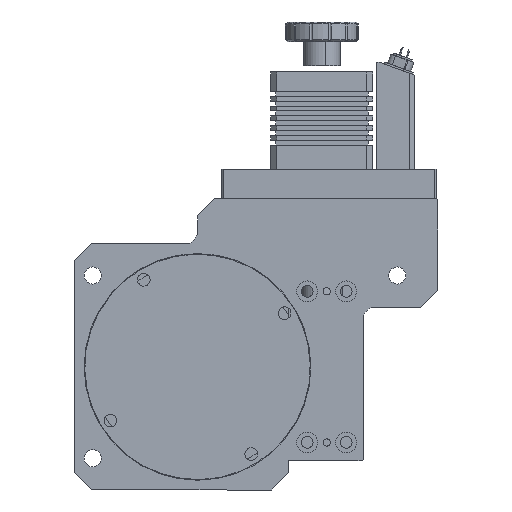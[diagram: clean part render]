
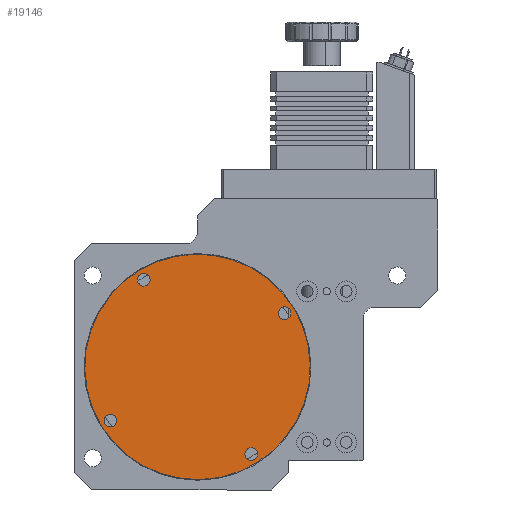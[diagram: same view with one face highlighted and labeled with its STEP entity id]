
A CAD part, front view. The second image highlights one B-rep face of the part: STEP entity #19146.
In plain terms, the highlighted planar face has unit normal (0, -1, 0).
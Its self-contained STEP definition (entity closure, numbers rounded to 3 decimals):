
#3685 = EDGE_LOOP ( 'NONE', ( #11018, #16215 ) ) ;
#5463 = AXIS2_PLACEMENT_3D ( 'NONE', #19611, #19600, #19612 ) ;
#5787 = CIRCLE ( 'NONE', #9073, 46.25 ) ;
#5818 = ORIENTED_EDGE ( 'NONE', *, *, #8082, .F. ) ;
#6128 = FACE_BOUND ( 'NONE', #23317, .T. ) ;
#6129 = FACE_BOUND ( 'NONE', #10813, .T. ) ;
#6130 = FACE_BOUND ( 'NONE', #11203, .T. ) ;
#6131 = FACE_OUTER_BOUND ( 'NONE', #23292, .T. ) ;
#6133 = FACE_BOUND ( 'NONE', #3685, .T. ) ;
#7651 = EDGE_CURVE ( 'NONE', #24627, #24746, #5787, .T. ) ;
#7798 = EDGE_CURVE ( 'NONE', #24852, #24672, #19554, .T. ) ;
#7863 = EDGE_CURVE ( 'NONE', #24746, #24627, #21714, .T. ) ;
#7892 = EDGE_CURVE ( 'NONE', #24672, #24852, #21606, .T. ) ;
#7905 = EDGE_CURVE ( 'NONE', #24773, #24668, #21591, .T. ) ;
#7927 = EDGE_CURVE ( 'NONE', #24775, #24748, #22648, .T. ) ;
#8080 = EDGE_CURVE ( 'NONE', #24862, #24871, #22584, .T. ) ;
#8082 = EDGE_CURVE ( 'NONE', #24668, #24773, #21786, .T. ) ;
#8084 = EDGE_CURVE ( 'NONE', #24748, #24775, #22585, .T. ) ;
#8090 = EDGE_CURVE ( 'NONE', #24871, #24862, #22582, .T. ) ;
#9073 = AXIS2_PLACEMENT_3D ( 'NONE', #14785, #14783, #14782 ) ;
#9136 = AXIS2_PLACEMENT_3D ( 'NONE', #16720, #16037, #16036 ) ;
#9160 = AXIS2_PLACEMENT_3D ( 'NONE', #20949, #20721, #20742 ) ;
#9170 = AXIS2_PLACEMENT_3D ( 'NONE', #20850, #20858, #20855 ) ;
#9179 = AXIS2_PLACEMENT_3D ( 'NONE', #21183, #20713, #21214 ) ;
#9190 = AXIS2_PLACEMENT_3D ( 'NONE', #20758, #20770, #20768 ) ;
#9384 = CARTESIAN_POINT ( 'NONE',  ( -44.04, 0.5, 35.365 ) ) ;
#9425 = CARTESIAN_POINT ( 'NONE',  ( 14.62, 0.5, 20.257 ) ) ;
#9429 = CARTESIAN_POINT ( 'NONE',  ( 3.645, 0.5, -41.964 ) ) ;
#9503 = CARTESIAN_POINT ( 'NONE',  ( 4.512, 0.5, -43.368 ) ) ;
#9505 = CARTESIAN_POINT ( 'NONE',  ( -56.878, 0.5, -23.834 ) ) ;
#9530 = CARTESIAN_POINT ( 'NONE',  ( 17.35, 0.5, 15.831 ) ) ;
#9532 = CARTESIAN_POINT ( 'NONE',  ( -54.149, 0.5, -28.26 ) ) ;
#9607 = CARTESIAN_POINT ( 'NONE',  ( 0.916, 0.5, -37.538 ) ) ;
#9615 = CARTESIAN_POINT ( 'NONE',  ( -43.174, 0.5, 33.961 ) ) ;
#9624 = CARTESIAN_POINT ( 'NONE',  ( -40.445, 0.5, 29.535 ) ) ;
#10564 = ORIENTED_EDGE ( 'NONE', *, *, #7798, .F. ) ;
#10576 = ORIENTED_EDGE ( 'NONE', *, *, #8090, .F. ) ;
#10813 = EDGE_LOOP ( 'NONE', ( #11190, #5818 ) ) ;
#11018 = ORIENTED_EDGE ( 'NONE', *, *, #7927, .F. ) ;
#11019 = ORIENTED_EDGE ( 'NONE', *, *, #7651, .T. ) ;
#11037 = ORIENTED_EDGE ( 'NONE', *, *, #7863, .T. ) ;
#11149 = ORIENTED_EDGE ( 'NONE', *, *, #8080, .F. ) ;
#11189 = ORIENTED_EDGE ( 'NONE', *, *, #7892, .F. ) ;
#11190 = ORIENTED_EDGE ( 'NONE', *, *, #7905, .F. ) ;
#11203 = EDGE_LOOP ( 'NONE', ( #11189, #10564 ) ) ;
#11506 = AXIS2_PLACEMENT_3D ( 'NONE', #19686, #19576, #19678 ) ;
#12049 = AXIS2_PLACEMENT_3D ( 'NONE', #17642, #17643, #17644 ) ;
#14259 = AXIS2_PLACEMENT_3D ( 'NONE', #19712, #19676, #19591 ) ;
#14262 = AXIS2_PLACEMENT_3D ( 'NONE', #19602, #19643, #19666 ) ;
#14782 = DIRECTION ( 'NONE',  ( -0.525, 0., 0.851 ) ) ;
#14783 = DIRECTION ( 'NONE',  ( 0., -1., 0. ) ) ;
#14785 = CARTESIAN_POINT ( 'NONE',  ( -19.764, 0.5, -4.002 ) ) ;
#16036 = DIRECTION ( 'NONE',  ( -0.525, 0., 0.851 ) ) ;
#16037 = DIRECTION ( 'NONE',  ( 0., -1., 0. ) ) ;
#16215 = ORIENTED_EDGE ( 'NONE', *, *, #8084, .F. ) ;
#16720 = CARTESIAN_POINT ( 'NONE',  ( 2.281, 0.5, -39.751 ) ) ;
#17633 = PLANE ( 'NONE',  #12049 ) ;
#17642 = CARTESIAN_POINT ( 'NONE',  ( 66.963, 0.5, 49.48 ) ) ;
#17643 = DIRECTION ( 'NONE',  ( 0., -1., 0. ) ) ;
#17644 = DIRECTION ( 'NONE',  ( -0.525, 0., 0.851 ) ) ;
#19146 = ADVANCED_FACE ( 'NONE', ( #6129, #6133, #6130, #6128, #6131 ), #17633, .T. ) ;
#19554 = CIRCLE ( 'NONE', #9136, 2.6 ) ;
#19576 = DIRECTION ( 'NONE',  ( 0., -1., 0. ) ) ;
#19591 = DIRECTION ( 'NONE',  ( -0.525, 0., 0.851 ) ) ;
#19600 = DIRECTION ( 'NONE',  ( 0., -1., 0. ) ) ;
#19602 = CARTESIAN_POINT ( 'NONE',  ( -41.81, 0.5, 31.748 ) ) ;
#19611 = CARTESIAN_POINT ( 'NONE',  ( -41.81, 0.5, 31.748 ) ) ;
#19612 = DIRECTION ( 'NONE',  ( -0.525, 0., 0.851 ) ) ;
#19643 = DIRECTION ( 'NONE',  ( 0., -1., 0. ) ) ;
#19666 = DIRECTION ( 'NONE',  ( -0.525, 0., 0.851 ) ) ;
#19676 = DIRECTION ( 'NONE',  ( 0., -1., 0. ) ) ;
#19678 = DIRECTION ( 'NONE',  ( -0.525, 0., 0.851 ) ) ;
#19686 = CARTESIAN_POINT ( 'NONE',  ( 15.985, 0.5, 18.044 ) ) ;
#19712 = CARTESIAN_POINT ( 'NONE',  ( -55.514, 0.5, -26.047 ) ) ;
#20713 = DIRECTION ( 'NONE',  ( 0., -1., 0. ) ) ;
#20721 = DIRECTION ( 'NONE',  ( 0., -1., 0. ) ) ;
#20742 = DIRECTION ( 'NONE',  ( -0.525, 0., 0.851 ) ) ;
#20758 = CARTESIAN_POINT ( 'NONE',  ( -55.514, 0.5, -26.047 ) ) ;
#20768 = DIRECTION ( 'NONE',  ( -0.525, 0., 0.851 ) ) ;
#20770 = DIRECTION ( 'NONE',  ( 0., -1., 0. ) ) ;
#20850 = CARTESIAN_POINT ( 'NONE',  ( 2.281, 0.5, -39.751 ) ) ;
#20855 = DIRECTION ( 'NONE',  ( -0.525, 0., 0.851 ) ) ;
#20858 = DIRECTION ( 'NONE',  ( 0., -1., 0. ) ) ;
#20949 = CARTESIAN_POINT ( 'NONE',  ( -19.764, 0.5, -4.002 ) ) ;
#21183 = CARTESIAN_POINT ( 'NONE',  ( 15.985, 0.5, 18.044 ) ) ;
#21214 = DIRECTION ( 'NONE',  ( -0.525, 0., 0.851 ) ) ;
#21591 = CIRCLE ( 'NONE', #9179, 2.6 ) ;
#21606 = CIRCLE ( 'NONE', #9170, 2.6 ) ;
#21714 = CIRCLE ( 'NONE', #9160, 46.25 ) ;
#21786 = CIRCLE ( 'NONE', #11506, 2.6 ) ;
#22582 = CIRCLE ( 'NONE', #14262, 2.6 ) ;
#22584 = CIRCLE ( 'NONE', #5463, 2.6 ) ;
#22585 = CIRCLE ( 'NONE', #14259, 2.6 ) ;
#22648 = CIRCLE ( 'NONE', #9190, 2.6 ) ;
#23292 = EDGE_LOOP ( 'NONE', ( #11037, #11019 ) ) ;
#23317 = EDGE_LOOP ( 'NONE', ( #10576, #11149 ) ) ;
#24627 = VERTEX_POINT ( 'NONE', #9384 ) ;
#24668 = VERTEX_POINT ( 'NONE', #9425 ) ;
#24672 = VERTEX_POINT ( 'NONE', #9429 ) ;
#24746 = VERTEX_POINT ( 'NONE', #9503 ) ;
#24748 = VERTEX_POINT ( 'NONE', #9505 ) ;
#24773 = VERTEX_POINT ( 'NONE', #9530 ) ;
#24775 = VERTEX_POINT ( 'NONE', #9532 ) ;
#24852 = VERTEX_POINT ( 'NONE', #9607 ) ;
#24862 = VERTEX_POINT ( 'NONE', #9615 ) ;
#24871 = VERTEX_POINT ( 'NONE', #9624 ) ;
